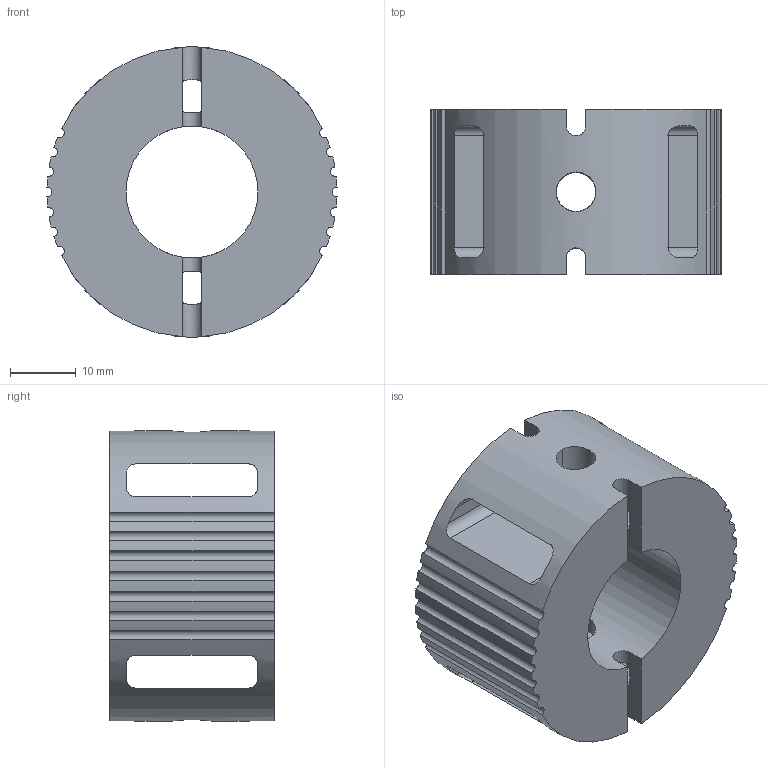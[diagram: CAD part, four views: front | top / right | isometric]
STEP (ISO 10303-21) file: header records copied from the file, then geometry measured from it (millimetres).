
FILE_DESCRIPTION((''),'2;1');
FILE_NAME('OBMP-BTP-1642','2023-10-11T21:02:16',('ccha425'),('Department of Mechanical Engineering, The University of Auckland'),'CREO PARAMETRIC BY PTC INC, 2017260','CREO PARAMETRIC BY PTC INC, 2017260','');
FILE_SCHEMA(('CONFIG_CONTROL_DESIGN'));
Length unit declared in the file: millimetre
Products named in the file (1): OBMP-BTP-1642
Bounding box: 43.97 x 25 x 44 mm (x, y, z)
Volume: 22535 mm3; surface area: 10378.9 mm2
Topology: 1 solids, 1 shells, 86 faces, 258 edges, 164 vertices
Faces by surface type: cylinder 62, plane 24
Entity records: 3512 total; most frequent: CARTESIAN_POINT 1140, ORIENTED_EDGE 516, DIRECTION 466, EDGE_CURVE 258, AXIS2_PLACEMENT_3D 170, VERTEX_POINT 164, VECTOR 126, LINE 126
